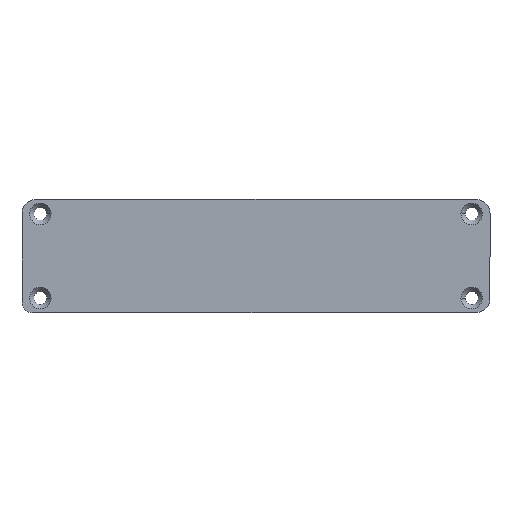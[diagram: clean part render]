
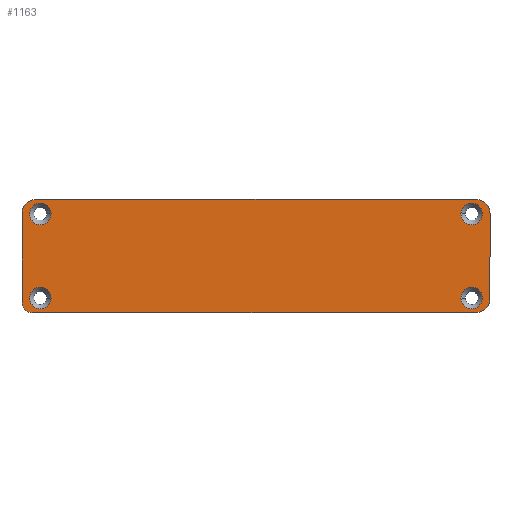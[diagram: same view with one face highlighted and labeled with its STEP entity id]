
A CAD part, top view. The second image highlights one B-rep face of the part: STEP entity #1163.
In plain terms, the highlighted planar face has unit normal (0, 0, 1).
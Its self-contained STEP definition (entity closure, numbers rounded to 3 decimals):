
#133=CARTESIAN_POINT('',(119.385,5.121,1.5));
#134=VERTEX_POINT('',#133);
#142=CARTESIAN_POINT('',(113.635,5.121,1.5));
#143=VERTEX_POINT('',#142);
#150=CARTESIAN_POINT('',(116.51,5.121,1.5));
#151=DIRECTION('',(0.0,0.0,-1.0));
#152=DIRECTION('',(1.0,0.0,0.0));
#153=AXIS2_PLACEMENT_3D('',#150,#151,#152);
#154=CIRCLE('',#153,2.875);
#155=EDGE_CURVE('',#134,#143,#154,.T.);
#249=CARTESIAN_POINT('',(3.865,5.121,1.5));
#250=VERTEX_POINT('',#249);
#258=CARTESIAN_POINT('',(-1.885,5.121,1.5));
#259=VERTEX_POINT('',#258);
#266=CARTESIAN_POINT('',(0.99,5.121,1.5));
#267=DIRECTION('',(0.0,0.0,-1.0));
#268=DIRECTION('',(1.0,0.0,0.0));
#269=AXIS2_PLACEMENT_3D('',#266,#267,#268);
#270=CIRCLE('',#269,2.875);
#271=EDGE_CURVE('',#250,#259,#270,.T.);
#365=CARTESIAN_POINT('',(3.865,27.646,1.5));
#366=VERTEX_POINT('',#365);
#374=CARTESIAN_POINT('',(-1.885,27.646,1.5));
#375=VERTEX_POINT('',#374);
#382=CARTESIAN_POINT('',(0.99,27.646,1.5));
#383=DIRECTION('',(0.0,0.0,-1.0));
#384=DIRECTION('',(1.0,0.0,0.0));
#385=AXIS2_PLACEMENT_3D('',#382,#383,#384);
#386=CIRCLE('',#385,2.875);
#387=EDGE_CURVE('',#366,#375,#386,.T.);
#481=CARTESIAN_POINT('',(119.385,27.646,1.5));
#482=VERTEX_POINT('',#481);
#490=CARTESIAN_POINT('',(113.635,27.646,1.5));
#491=VERTEX_POINT('',#490);
#498=CARTESIAN_POINT('',(116.51,27.646,1.5));
#499=DIRECTION('',(0.0,0.0,-1.0));
#500=DIRECTION('',(1.0,0.0,0.0));
#501=AXIS2_PLACEMENT_3D('',#498,#499,#500);
#502=CIRCLE('',#501,2.875);
#503=EDGE_CURVE('',#482,#491,#502,.T.);
#535=CARTESIAN_POINT('',(116.51,27.646,1.5));
#536=DIRECTION('',(0.0,0.0,-1.0));
#537=DIRECTION('',(1.0,0.0,0.0));
#538=AXIS2_PLACEMENT_3D('',#535,#536,#537);
#539=CIRCLE('',#538,2.875);
#540=EDGE_CURVE('',#491,#482,#539,.T.);
#619=CARTESIAN_POINT('',(0.99,27.646,1.5));
#620=DIRECTION('',(0.0,0.0,-1.0));
#621=DIRECTION('',(1.0,0.0,0.0));
#622=AXIS2_PLACEMENT_3D('',#619,#620,#621);
#623=CIRCLE('',#622,2.875);
#624=EDGE_CURVE('',#375,#366,#623,.T.);
#703=CARTESIAN_POINT('',(0.99,5.121,1.5));
#704=DIRECTION('',(0.0,0.0,-1.0));
#705=DIRECTION('',(1.0,0.0,0.0));
#706=AXIS2_PLACEMENT_3D('',#703,#704,#705);
#707=CIRCLE('',#706,2.875);
#708=EDGE_CURVE('',#259,#250,#707,.T.);
#787=CARTESIAN_POINT('',(116.51,5.121,1.5));
#788=DIRECTION('',(0.0,0.0,-1.0));
#789=DIRECTION('',(1.0,0.0,0.0));
#790=AXIS2_PLACEMENT_3D('',#787,#788,#789);
#791=CIRCLE('',#790,2.875);
#792=EDGE_CURVE('',#143,#134,#791,.T.);
#849=CARTESIAN_POINT('',(117.5,31.598,1.5));
#850=VERTEX_POINT('',#849);
#851=CARTESIAN_POINT('',(121.4,27.698,1.5));
#852=VERTEX_POINT('',#851);
#853=CARTESIAN_POINT('',(117.5,27.698,1.5));
#854=DIRECTION('',(0.0,0.0,-1.0));
#855=DIRECTION('',(1.0,0.0,0.0));
#856=AXIS2_PLACEMENT_3D('',#853,#854,#855);
#857=CIRCLE('',#856,3.9);
#858=EDGE_CURVE('',#850,#852,#857,.T.);
#891=CARTESIAN_POINT('',(121.4,5.068,1.5));
#892=VERTEX_POINT('',#891);
#893=CARTESIAN_POINT('',(121.4,27.698,1.5));
#894=DIRECTION('',(0.0,-1.0,0.0));
#895=VECTOR('',#894,22.63);
#896=LINE('',#893,#895);
#897=EDGE_CURVE('',#852,#892,#896,.T.);
#922=CARTESIAN_POINT('',(117.5,1.168,1.5));
#923=VERTEX_POINT('',#922);
#924=CARTESIAN_POINT('',(117.5,5.068,1.5));
#925=DIRECTION('',(0.0,0.0,-1.0));
#926=DIRECTION('',(0.0,-1.0,0.0));
#927=AXIS2_PLACEMENT_3D('',#924,#925,#926);
#928=CIRCLE('',#927,3.9);
#929=EDGE_CURVE('',#892,#923,#928,.T.);
#955=CARTESIAN_POINT('',(-1.068,1.168,1.5));
#956=VERTEX_POINT('',#955);
#957=CARTESIAN_POINT('',(117.5,1.168,1.5));
#958=DIRECTION('',(-1.0,0.0,0.0));
#959=VECTOR('',#958,118.568);
#960=LINE('',#957,#959);
#961=EDGE_CURVE('',#923,#956,#960,.T.);
#986=CARTESIAN_POINT('',(-3.9,4.,1.5));
#987=VERTEX_POINT('',#986);
#988=CARTESIAN_POINT('',(-1.068,4.,1.5));
#989=DIRECTION('',(0.0,0.0,-1.0));
#990=DIRECTION('',(-1.0,0.0,0.0));
#991=AXIS2_PLACEMENT_3D('',#988,#989,#990);
#992=CIRCLE('',#991,2.832);
#993=EDGE_CURVE('',#956,#987,#992,.T.);
#1019=CARTESIAN_POINT('',(-3.9,27.698,1.5));
#1020=VERTEX_POINT('',#1019);
#1021=CARTESIAN_POINT('',(-3.9,4.,1.5));
#1022=DIRECTION('',(0.0,1.0,0.0));
#1023=VECTOR('',#1022,23.698);
#1024=LINE('',#1021,#1023);
#1025=EDGE_CURVE('',#987,#1020,#1024,.T.);
#1050=CARTESIAN_POINT('',(0.,31.598,1.5));
#1051=VERTEX_POINT('',#1050);
#1052=CARTESIAN_POINT('',(0.,27.698,1.5));
#1053=DIRECTION('',(0.0,0.0,-1.0));
#1054=DIRECTION('',(0.0,1.0,0.0));
#1055=AXIS2_PLACEMENT_3D('',#1052,#1053,#1054);
#1056=CIRCLE('',#1055,3.9);
#1057=EDGE_CURVE('',#1020,#1051,#1056,.T.);
#1083=CARTESIAN_POINT('',(0.,31.598,1.5));
#1084=DIRECTION('',(1.0,0.0,0.0));
#1085=VECTOR('',#1084,117.5);
#1086=LINE('',#1083,#1085);
#1087=EDGE_CURVE('',#1051,#850,#1086,.T.);
#1132=CARTESIAN_POINT('',(58.654,16.358,1.5));
#1133=DIRECTION('',(0.0,0.0,1.0));
#1134=DIRECTION('',(1.0,0.0,0.0));
#1135=AXIS2_PLACEMENT_3D('',#1132,#1133,#1134);
#1136=PLANE('',#1135);
#1137=ORIENTED_EDGE('',*,*,#858,.F.);
#1138=ORIENTED_EDGE('',*,*,#1087,.F.);
#1139=ORIENTED_EDGE('',*,*,#1057,.F.);
#1140=ORIENTED_EDGE('',*,*,#1025,.F.);
#1141=ORIENTED_EDGE('',*,*,#993,.F.);
#1142=ORIENTED_EDGE('',*,*,#961,.F.);
#1143=ORIENTED_EDGE('',*,*,#929,.F.);
#1144=ORIENTED_EDGE('',*,*,#897,.F.);
#1145=EDGE_LOOP('',(#1137,#1138,#1139,#1140,#1141,#1142,#1143,#1144));
#1146=FACE_OUTER_BOUND('',#1145,.T.);
#1147=ORIENTED_EDGE('',*,*,#503,.T.);
#1148=ORIENTED_EDGE('',*,*,#540,.T.);
#1149=EDGE_LOOP('',(#1147,#1148));
#1150=FACE_BOUND('',#1149,.T.);
#1151=ORIENTED_EDGE('',*,*,#387,.T.);
#1152=ORIENTED_EDGE('',*,*,#624,.T.);
#1153=EDGE_LOOP('',(#1151,#1152));
#1154=FACE_BOUND('',#1153,.T.);
#1155=ORIENTED_EDGE('',*,*,#271,.T.);
#1156=ORIENTED_EDGE('',*,*,#708,.T.);
#1157=EDGE_LOOP('',(#1155,#1156));
#1158=FACE_BOUND('',#1157,.T.);
#1159=ORIENTED_EDGE('',*,*,#155,.T.);
#1160=ORIENTED_EDGE('',*,*,#792,.T.);
#1161=EDGE_LOOP('',(#1159,#1160));
#1162=FACE_BOUND('',#1161,.T.);
#1163=ADVANCED_FACE('',(#1146,#1150,#1154,#1158,#1162),#1136,.T.);
